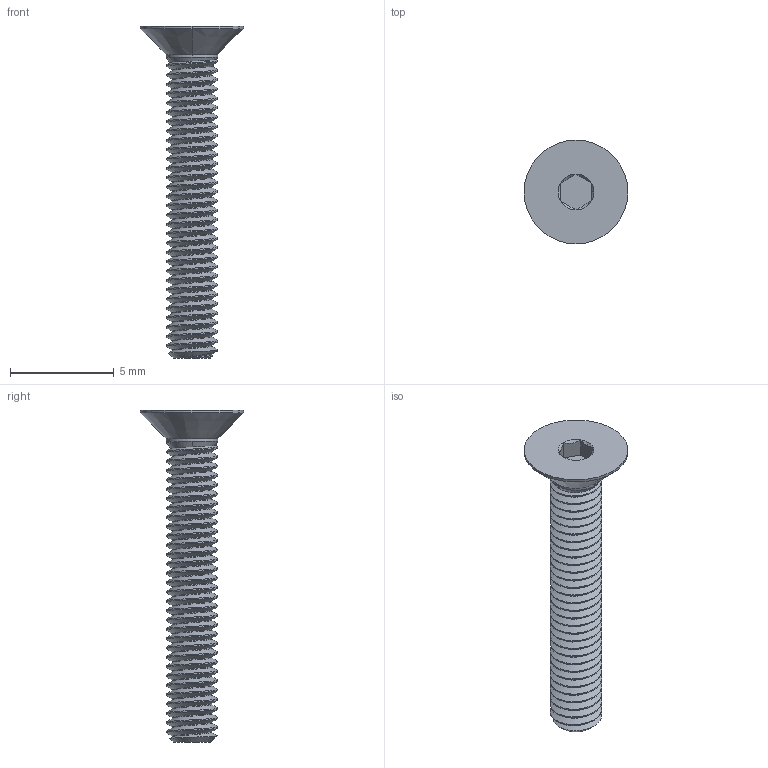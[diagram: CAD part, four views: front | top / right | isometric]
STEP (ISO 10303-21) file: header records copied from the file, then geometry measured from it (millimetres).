
FILE_DESCRIPTION (( 'STEP AP203' ), '1' );
FILE_NAME ('93395A185_316 Stainless Steel Hex Drive Flat Head Screw.STEP', '2022-06-17T12:14:42', ( 'Administrator' ), ( 'Managed by Terraform' ), 'SwSTEP 2.0', 'SolidWorks 2017', '' );
FILE_SCHEMA (( 'CONFIG_CONTROL_DESIGN' ));
Length unit declared in the file: millimetre
Products named in the file (1): 93395A185_316 Stainless Steel Hex Drive Flat Head Screw
Bounding box: 5 x 5 x 16 mm (x, y, z)
Volume: 71.6 mm3; surface area: 225.2 mm2
Topology: 1 solids, 1 shells, 95 faces, 260 edges, 168 vertices
Faces by surface type: cylinder 67, cone 16, plane 9, bspline 3
Entity records: 6678 total; most frequent: CARTESIAN_POINT 4622, ORIENTED_EDGE 520, DIRECTION 316, EDGE_CURVE 260, VERTEX_POINT 168, AXIS2_PLACEMENT_3D 114, EDGE_LOOP 96, FACE_OUTER_BOUND 95
